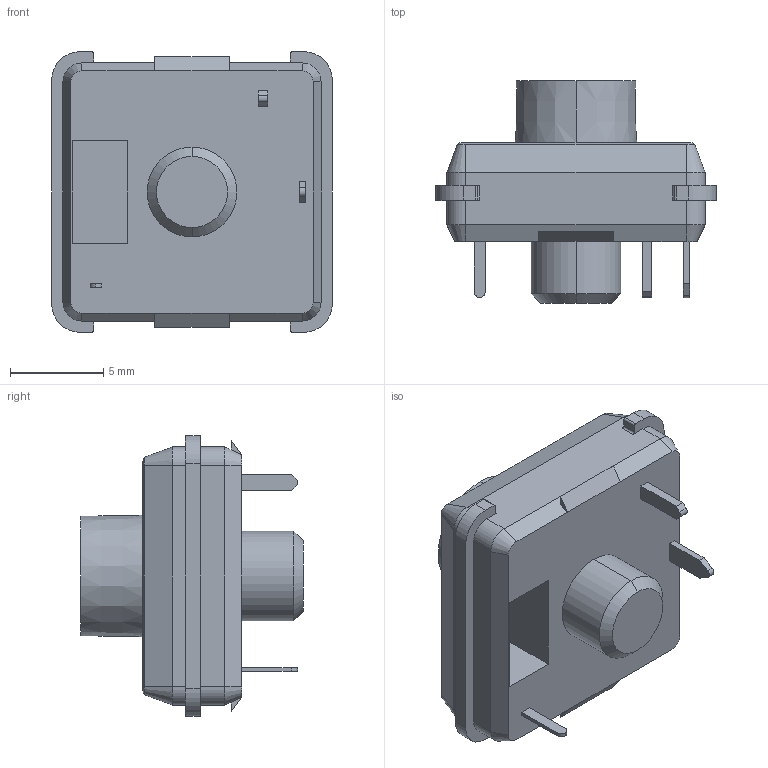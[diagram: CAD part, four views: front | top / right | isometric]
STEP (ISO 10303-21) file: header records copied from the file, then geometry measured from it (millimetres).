
FILE_DESCRIPTION (( 'STEP AP214' ), '1' );
FILE_NAME ('Kailh_PG1352.STEP', '2020-06-21T04:47:36', ( '' ), ( '' ), 'SwSTEP 2.0', 'SolidWorks 2020', '' );
FILE_SCHEMA (( 'AUTOMOTIVE_DESIGN' ));
Length unit declared in the file: millimetre
Products named in the file (1): Kailh_PG1352
Bounding box: 15 x 11.9 x 15 mm (x, y, z)
Volume: 1038.1 mm3; surface area: 1014.3 mm2
Topology: 3 solids, 3 shells, 185 faces, 471 edges, 304 vertices
Faces by surface type: plane 124, cylinder 26, cone 18, bspline 17
Entity records: 6623 total; most frequent: CARTESIAN_POINT 1994, ORIENTED_EDGE 942, DIRECTION 849, EDGE_CURVE 471, VECTOR 363, LINE 363, VERTEX_POINT 304, AXIS2_PLACEMENT_3D 243
